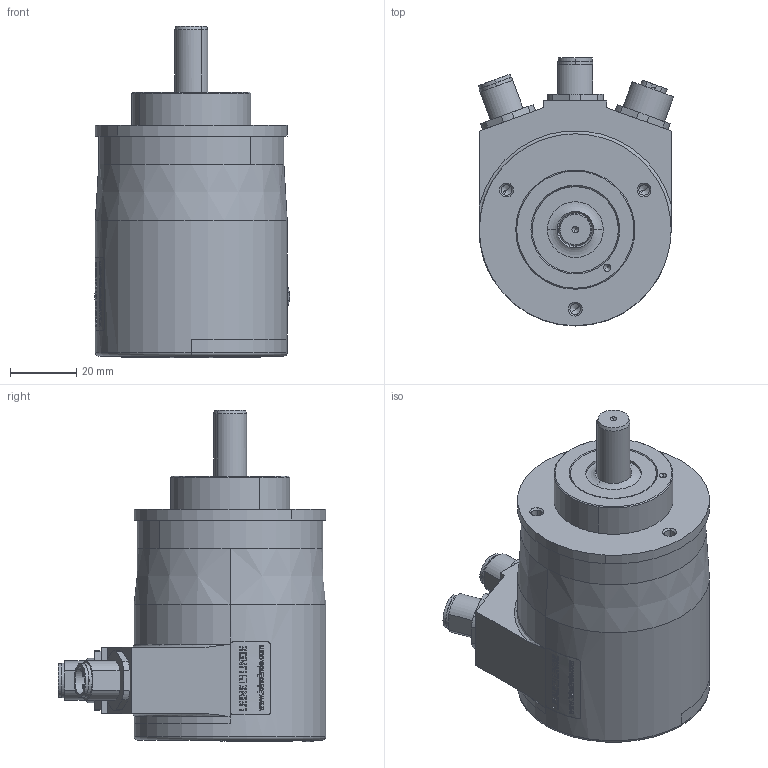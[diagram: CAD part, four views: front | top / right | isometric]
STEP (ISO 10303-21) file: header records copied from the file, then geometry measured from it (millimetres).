
FILE_DESCRIPTION((''),'2;1');
FILE_NAME('549848','2011-01-13T',('se2802'),(''),'PRO/ENGINEER BY PARAMETRIC TECHNOLOGY CORPORATION, 2010180','PRO/ENGINEER BY PARAMETRIC TECHNOLOGY CORPORATION, 2010180','');
FILE_SCHEMA(('CONFIG_CONTROL_DESIGN'));
Products named in the file (1): 549848
Bounding box: 59 x 81 x 100.23 mm (x, y, z)
Volume: 96855.8 mm3; surface area: 62869.1 mm2
Topology: 2 solids, 3 shells, 5335 faces, 14056 edges, 9314 vertices
Faces by surface type: plane 4173, cylinder 639, extrusion 320, cone 106, torus 61, bspline 23, sphere 11, revolution 2
Entity records: 174507 total; most frequent: CARTESIAN_POINT 42175, ORIENTED_EDGE 28020, DIRECTION 25197, EDGE_CURVE 14010, VECTOR 11583, LINE 11263, VERTEX_POINT 9314, AXIS2_PLACEMENT_3D 6806
